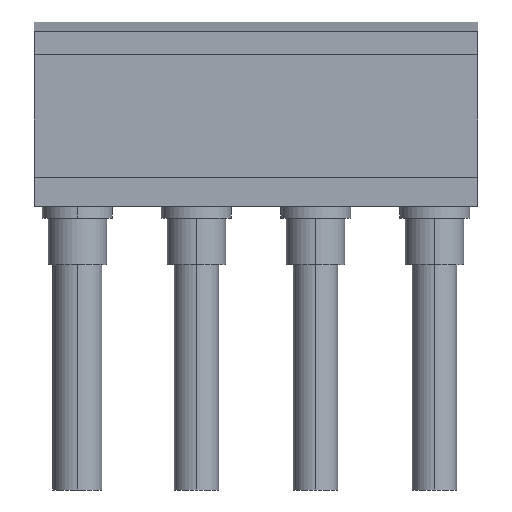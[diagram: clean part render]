
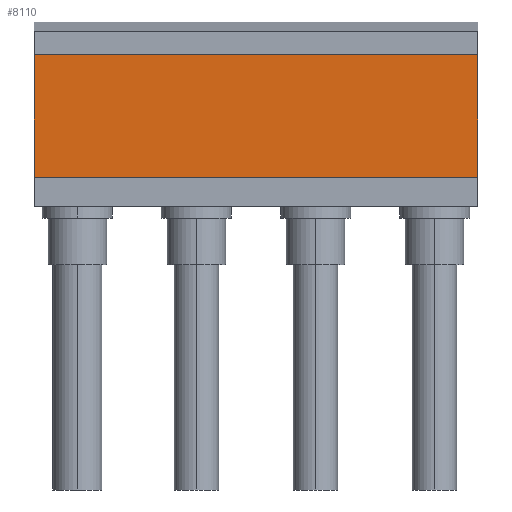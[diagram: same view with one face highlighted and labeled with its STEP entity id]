
A CAD part, front view. The second image highlights one B-rep face of the part: STEP entity #8110.
In plain terms, the highlighted face is planar.
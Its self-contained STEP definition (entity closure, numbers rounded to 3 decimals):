
#3650=CARTESIAN_POINT('',(3.5,37.4,0.));
#3660=DIRECTION('',(0.,0.,-1.));
#3670=VECTOR('',#3660,1.);
#3680=LINE('',#3650,#3670);
#3690=CARTESIAN_POINT('',(3.5,37.4,3.7));
#3700=VERTEX_POINT('',#3690);
#3710=CARTESIAN_POINT('',(3.5,37.4,-34.3));
#3720=VERTEX_POINT('',#3710);
#3730=EDGE_CURVE('',#3700,#3720,#3680,.T.);
#4120=CARTESIAN_POINT('',(3.5,0.,3.7));
#4130=DIRECTION('',(0.,-1.,0.));
#4140=VECTOR('',#4130,1.);
#4150=LINE('',#4120,#4140);
#4160=CARTESIAN_POINT('',(3.5,26.9,3.7));
#4170=VERTEX_POINT('',#4160);
#4180=EDGE_CURVE('',#3700,#4170,#4150,.T.);
#5030=CARTESIAN_POINT('',(3.5,26.9,-34.3));
#5040=VERTEX_POINT('',#5030);
#5140=CARTESIAN_POINT('',(3.5,26.9,0.));
#5150=DIRECTION('',(0.,0.,-1.));
#5160=VECTOR('',#5150,1.);
#5170=LINE('',#5140,#5160);
#5180=EDGE_CURVE('',#4170,#5040,#5170,.T.);
#7950=CARTESIAN_POINT('',(3.5,27.4,0.));
#7960=DIRECTION('',(1.,0.,0.));
#7970=DIRECTION('',(0.,-1.,0.));
#7980=AXIS2_PLACEMENT_3D('',#7950,#7960,#7970);
#7990=PLANE('',#7980);
#8000=CARTESIAN_POINT('',(3.5,0.,-34.3));
#8010=DIRECTION('',(0.,-1.,0.));
#8020=VECTOR('',#8010,1.);
#8030=LINE('',#8000,#8020);
#8040=EDGE_CURVE('',#3720,#5040,#8030,.T.);
#8050=ORIENTED_EDGE('',*,*,#8040,.F.);
#8060=ORIENTED_EDGE('',*,*,#5180,.T.);
#8070=ORIENTED_EDGE('',*,*,#4180,.T.);
#8080=ORIENTED_EDGE('',*,*,#3730,.F.);
#8090=EDGE_LOOP('',(#8080,#8070,#8060,#8050));
#8100=FACE_OUTER_BOUND('',#8090,.T.);
#8110=ADVANCED_FACE('',(#8100),#7990,.T.);
